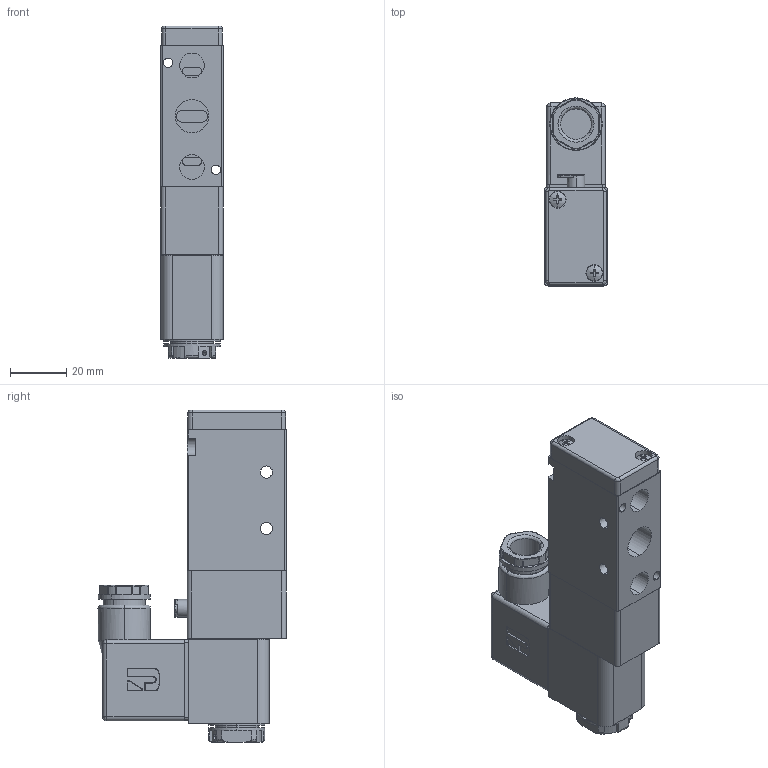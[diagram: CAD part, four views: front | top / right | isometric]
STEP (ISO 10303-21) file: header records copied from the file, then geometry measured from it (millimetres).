
FILE_DESCRIPTION (( 'STEP AP203' ), '1' );
FILE_NAME ('J4V210-08-D.STEP', '2017-12-04T19:04:25', ( '' ), ( '' ), 'SwSTEP 2.0', 'SolidWorks 2016', '' );
FILE_SCHEMA (( 'CONFIG_CONTROL_DESIGN' ));
Length unit declared in the file: millimetre
Products named in the file (1): J4V210-08-D
Bounding box: 22 x 66.7 x 117.7 mm (x, y, z)
Volume: 87952.4 mm3; surface area: 37204.3 mm2
Topology: 17 solids, 17 shells, 861 faces, 2292 edges, 1494 vertices
Faces by surface type: plane 551, cylinder 229, bspline 52, cone 29
Entity records: 29150 total; most frequent: CARTESIAN_POINT 7722, ORIENTED_EDGE 4544, DIRECTION 4308, EDGE_CURVE 2272, VECTOR 1544, LINE 1544, VERTEX_POINT 1490, AXIS2_PLACEMENT_3D 1382
